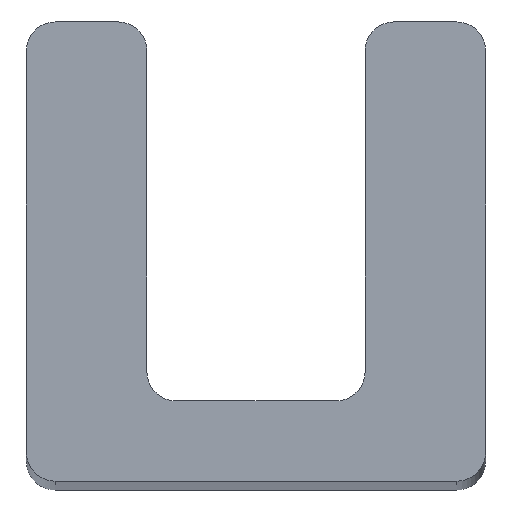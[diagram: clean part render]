
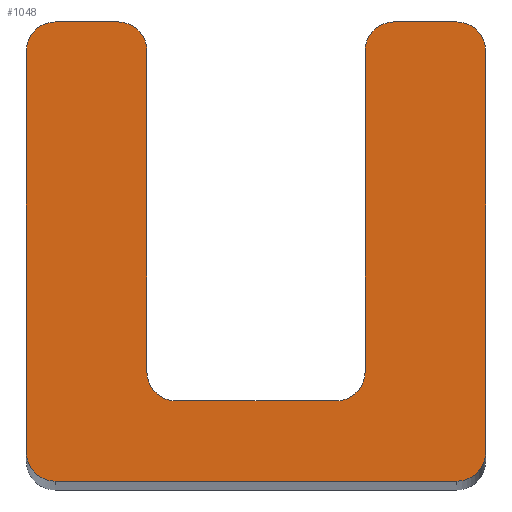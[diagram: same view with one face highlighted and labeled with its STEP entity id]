
A CAD part, top view. The second image highlights one B-rep face of the part: STEP entity #1048.
In plain terms, the highlighted planar face has unit normal (0, 0, 1).
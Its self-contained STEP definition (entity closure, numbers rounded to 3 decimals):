
#7 = LINE ( 'NONE', #371, #436 ) ;
#17 = ORIENTED_EDGE ( 'NONE', *, *, #179, .T. ) ;
#24 = CIRCLE ( 'NONE', #487, 0.5 ) ;
#46 = ORIENTED_EDGE ( 'NONE', *, *, #936, .F. ) ;
#60 = EDGE_CURVE ( 'NONE', #205, #780, #865, .T. ) ;
#64 = CARTESIAN_POINT ( 'NONE',  ( -1.62, 8., 88. ) ) ;
#74 = DIRECTION ( 'NONE',  ( 1., 0., 0. ) ) ;
#110 = ORIENTED_EDGE ( 'NONE', *, *, #200, .T. ) ;
#122 = EDGE_CURVE ( 'NONE', #1180, #2000, #1661, .T. ) ;
#129 = CARTESIAN_POINT ( 'NONE',  ( -2.4, 7.5, 88. ) ) ;
#141 = CARTESIAN_POINT ( 'NONE',  ( 3.5, 0.5, 88. ) ) ;
#146 = CIRCLE ( 'NONE', #2021, 0.5 ) ;
#162 = VERTEX_POINT ( 'NONE', #460 ) ;
#179 = EDGE_CURVE ( 'NONE', #1098, #677, #2056, .T. ) ;
#185 = ORIENTED_EDGE ( 'NONE', *, *, #2007, .F. ) ;
#186 = CARTESIAN_POINT ( 'NONE',  ( -1.62, 8., 88. ) ) ;
#199 = CARTESIAN_POINT ( 'NONE',  ( 4., 7.5, 88. ) ) ;
#200 = EDGE_CURVE ( 'NONE', #162, #2204, #1897, .T. ) ;
#205 = VERTEX_POINT ( 'NONE', #2057 ) ;
#211 = VECTOR ( 'NONE', #2282, 1000. ) ;
#248 = CARTESIAN_POINT ( 'NONE',  ( 1.4, 1.4, 88. ) ) ;
#316 = DIRECTION ( 'NONE',  ( 1., 0., 0. ) ) ;
#324 = AXIS2_PLACEMENT_3D ( 'NONE', #1553, #482, #1729 ) ;
#345 = DIRECTION ( 'NONE',  ( 1., 0., 0. ) ) ;
#349 = DIRECTION ( 'NONE',  ( 0., 0., 1. ) ) ;
#353 = CARTESIAN_POINT ( 'NONE',  ( 3.5, 8., 88. ) ) ;
#365 = EDGE_CURVE ( 'NONE', #546, #374, #7, .T. ) ;
#369 = ORIENTED_EDGE ( 'NONE', *, *, #1869, .T. ) ;
#371 = CARTESIAN_POINT ( 'NONE',  ( -4., 0., 88. ) ) ;
#374 = VERTEX_POINT ( 'NONE', #570 ) ;
#380 = EDGE_CURVE ( 'NONE', #2264, #1180, #860, .T. ) ;
#420 = VERTEX_POINT ( 'NONE', #1915 ) ;
#425 = ORIENTED_EDGE ( 'NONE', *, *, #606, .T. ) ;
#435 = ORIENTED_EDGE ( 'NONE', *, *, #2198, .F. ) ;
#436 = VECTOR ( 'NONE', #1281, 1000. ) ;
#460 = CARTESIAN_POINT ( 'NONE',  ( 1.9, 1.9, 88. ) ) ;
#482 = DIRECTION ( 'NONE',  ( 0., 0., 1. ) ) ;
#484 = CARTESIAN_POINT ( 'NONE',  ( -4., 8., 88. ) ) ;
#487 = AXIS2_PLACEMENT_3D ( 'NONE', #141, #1415, #345 ) ;
#495 = AXIS2_PLACEMENT_3D ( 'NONE', #129, #1392, #316 ) ;
#510 = VERTEX_POINT ( 'NONE', #892 ) ;
#546 = VERTEX_POINT ( 'NONE', #1276 ) ;
#570 = CARTESIAN_POINT ( 'NONE',  ( 3.5, 0., 88. ) ) ;
#593 = ORIENTED_EDGE ( 'NONE', *, *, #122, .T. ) ;
#606 = EDGE_CURVE ( 'NONE', #374, #1080, #24, .T. ) ;
#677 = VERTEX_POINT ( 'NONE', #353 ) ;
#689 = AXIS2_PLACEMENT_3D ( 'NONE', #2239, #1174, #74 ) ;
#699 = LINE ( 'NONE', #2105, #211 ) ;
#713 = ORIENTED_EDGE ( 'NONE', *, *, #1491, .T. ) ;
#734 = VECTOR ( 'NONE', #786, 1000. ) ;
#742 = VECTOR ( 'NONE', #1205, 1000. ) ;
#746 = DIRECTION ( 'NONE',  ( 1., 0., 0. ) ) ;
#749 = CARTESIAN_POINT ( 'NONE',  ( 4., 0.5, 88. ) ) ;
#780 = VERTEX_POINT ( 'NONE', #975 ) ;
#786 = DIRECTION ( 'NONE',  ( 0., -1., 0. ) ) ;
#813 = CARTESIAN_POINT ( 'NONE',  ( -3.5, 0.5, 88. ) ) ;
#814 = CARTESIAN_POINT ( 'NONE',  ( -3.5, 7.5, 88. ) ) ;
#834 = EDGE_CURVE ( 'NONE', #2316, #546, #2033, .T. ) ;
#860 = LINE ( 'NONE', #1966, #1331 ) ;
#865 = CIRCLE ( 'NONE', #1686, 0.5 ) ;
#881 = DIRECTION ( 'NONE',  ( 1., 0., 0. ) ) ;
#892 = CARTESIAN_POINT ( 'NONE',  ( -1.9, 7.5, 88. ) ) ;
#936 = EDGE_CURVE ( 'NONE', #1190, #2204, #1937, .T. ) ;
#944 = CIRCLE ( 'NONE', #495, 0.5 ) ;
#971 = CARTESIAN_POINT ( 'NONE',  ( -1.9, 8., 88. ) ) ;
#975 = CARTESIAN_POINT ( 'NONE',  ( 1.9, 7.5, 88. ) ) ;
#984 = DIRECTION ( 'NONE',  ( 1., 0., 0. ) ) ;
#985 = DIRECTION ( 'NONE',  ( 1., 0., 0. ) ) ;
#1017 = CARTESIAN_POINT ( 'NONE',  ( -4., 0.5, 88. ) ) ;
#1048 = ADVANCED_FACE ( 'NONE', ( #1306 ), #1630, .T. ) ;
#1060 = DIRECTION ( 'NONE',  ( 0., 0., -1. ) ) ;
#1080 = VERTEX_POINT ( 'NONE', #749 ) ;
#1098 = VERTEX_POINT ( 'NONE', #199 ) ;
#1102 = LINE ( 'NONE', #64, #1927 ) ;
#1103 = ORIENTED_EDGE ( 'NONE', *, *, #365, .T. ) ;
#1174 = DIRECTION ( 'NONE',  ( 0., 0., -1. ) ) ;
#1180 = VERTEX_POINT ( 'NONE', #1889 ) ;
#1181 = CARTESIAN_POINT ( 'NONE',  ( -1.4, 1.4, 88. ) ) ;
#1190 = VERTEX_POINT ( 'NONE', #1181 ) ;
#1205 = DIRECTION ( 'NONE',  ( 0., -1., 0. ) ) ;
#1276 = CARTESIAN_POINT ( 'NONE',  ( -3.5, 0., 88. ) ) ;
#1281 = DIRECTION ( 'NONE',  ( 1., 0., 0. ) ) ;
#1292 = EDGE_CURVE ( 'NONE', #2000, #2316, #1681, .T. ) ;
#1306 = FACE_OUTER_BOUND ( 'NONE', #2091, .T. ) ;
#1331 = VECTOR ( 'NONE', #1552, 1000. ) ;
#1340 = VECTOR ( 'NONE', #881, 1000. ) ;
#1372 = ORIENTED_EDGE ( 'NONE', *, *, #1292, .T. ) ;
#1392 = DIRECTION ( 'NONE',  ( 0., 0., 1. ) ) ;
#1393 = ORIENTED_EDGE ( 'NONE', *, *, #2036, .T. ) ;
#1415 = DIRECTION ( 'NONE',  ( 0., 0., 1. ) ) ;
#1418 = AXIS2_PLACEMENT_3D ( 'NONE', #186, #1815, #746 ) ;
#1432 = CARTESIAN_POINT ( 'NONE',  ( 2.4, 7.5, 88. ) ) ;
#1457 = CARTESIAN_POINT ( 'NONE',  ( 4., 8., 88. ) ) ;
#1491 = EDGE_CURVE ( 'NONE', #1080, #1098, #2191, .T. ) ;
#1552 = DIRECTION ( 'NONE',  ( -1., 0., 0. ) ) ;
#1553 = CARTESIAN_POINT ( 'NONE',  ( 3.5, 7.5, 88. ) ) ;
#1560 = CARTESIAN_POINT ( 'NONE',  ( -4., 7.5, 88. ) ) ;
#1579 = DIRECTION ( 'NONE',  ( 1., 0., 0. ) ) ;
#1630 = PLANE ( 'NONE',  #1418 ) ;
#1632 = EDGE_CURVE ( 'NONE', #510, #2264, #944, .T. ) ;
#1640 = ORIENTED_EDGE ( 'NONE', *, *, #834, .T. ) ;
#1661 = CIRCLE ( 'NONE', #2037, 0.5 ) ;
#1674 = LINE ( 'NONE', #971, #734 ) ;
#1681 = LINE ( 'NONE', #484, #742 ) ;
#1686 = AXIS2_PLACEMENT_3D ( 'NONE', #1432, #349, #1579 ) ;
#1695 = ORIENTED_EDGE ( 'NONE', *, *, #1632, .T. ) ;
#1703 = VECTOR ( 'NONE', #1987, 1000. ) ;
#1727 = ORIENTED_EDGE ( 'NONE', *, *, #60, .T. ) ;
#1729 = DIRECTION ( 'NONE',  ( 1., 0., 0. ) ) ;
#1815 = DIRECTION ( 'NONE',  ( 0., 0., 1. ) ) ;
#1869 = EDGE_CURVE ( 'NONE', #677, #205, #1102, .T. ) ;
#1880 = DIRECTION ( 'NONE',  ( -1., 0., 0. ) ) ;
#1883 = CARTESIAN_POINT ( 'NONE',  ( -2.4, 8., 88. ) ) ;
#1889 = CARTESIAN_POINT ( 'NONE',  ( -3.5, 8., 88. ) ) ;
#1897 = CIRCLE ( 'NONE', #689, 0.5 ) ;
#1915 = CARTESIAN_POINT ( 'NONE',  ( -1.9, 1.9, 88. ) ) ;
#1927 = VECTOR ( 'NONE', #1880, 1000. ) ;
#1937 = LINE ( 'NONE', #1953, #1340 ) ;
#1953 = CARTESIAN_POINT ( 'NONE',  ( -1.9, 1.4, 88. ) ) ;
#1966 = CARTESIAN_POINT ( 'NONE',  ( -1.62, 8., 88. ) ) ;
#1987 = DIRECTION ( 'NONE',  ( 0., 1., 0. ) ) ;
#2000 = VERTEX_POINT ( 'NONE', #1560 ) ;
#2007 = EDGE_CURVE ( 'NONE', #162, #780, #699, .T. ) ;
#2021 = AXIS2_PLACEMENT_3D ( 'NONE', #2122, #1060, #2305 ) ;
#2033 = CIRCLE ( 'NONE', #2047, 0.5 ) ;
#2036 = EDGE_CURVE ( 'NONE', #1190, #420, #146, .T. ) ;
#2037 = AXIS2_PLACEMENT_3D ( 'NONE', #814, #2059, #985 ) ;
#2047 = AXIS2_PLACEMENT_3D ( 'NONE', #813, #2058, #984 ) ;
#2056 = CIRCLE ( 'NONE', #324, 0.5 ) ;
#2057 = CARTESIAN_POINT ( 'NONE',  ( 2.4, 8., 88. ) ) ;
#2058 = DIRECTION ( 'NONE',  ( 0., 0., 1. ) ) ;
#2059 = DIRECTION ( 'NONE',  ( 0., 0., 1. ) ) ;
#2091 = EDGE_LOOP ( 'NONE', ( #369, #1727, #185, #110, #46, #1393, #435, #1695, #2116, #593, #1372, #1640, #1103, #425, #713, #17 ) ) ;
#2105 = CARTESIAN_POINT ( 'NONE',  ( 1.9, 8., 88. ) ) ;
#2116 = ORIENTED_EDGE ( 'NONE', *, *, #380, .T. ) ;
#2122 = CARTESIAN_POINT ( 'NONE',  ( -1.4, 1.9, 88. ) ) ;
#2191 = LINE ( 'NONE', #1457, #1703 ) ;
#2198 = EDGE_CURVE ( 'NONE', #510, #420, #1674, .T. ) ;
#2204 = VERTEX_POINT ( 'NONE', #248 ) ;
#2239 = CARTESIAN_POINT ( 'NONE',  ( 1.4, 1.9, 88. ) ) ;
#2264 = VERTEX_POINT ( 'NONE', #1883 ) ;
#2282 = DIRECTION ( 'NONE',  ( 0., 1., 0. ) ) ;
#2305 = DIRECTION ( 'NONE',  ( 1., 0., 0. ) ) ;
#2316 = VERTEX_POINT ( 'NONE', #1017 ) ;
